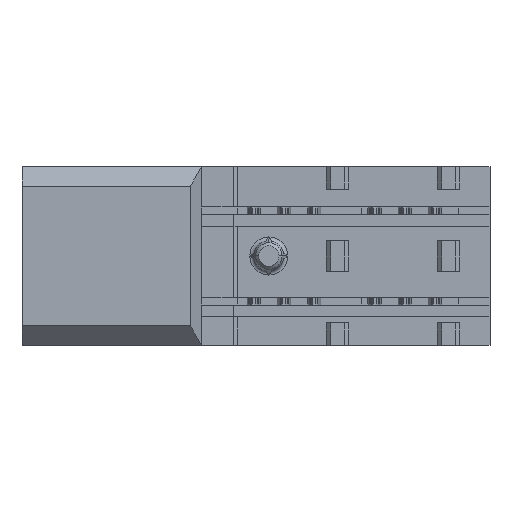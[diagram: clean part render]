
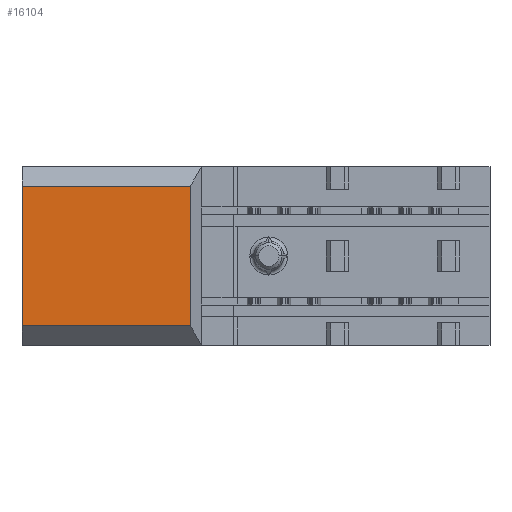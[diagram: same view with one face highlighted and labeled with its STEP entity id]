
A CAD part, front view. The second image highlights one B-rep face of the part: STEP entity #16104.
In plain terms, the highlighted planar face has unit normal (0, -1, 0).
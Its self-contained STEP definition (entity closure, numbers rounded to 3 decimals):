
#3408 = DIRECTION ( 'NONE',  ( 0., 0., 1. ) ) ;
#3608 = CARTESIAN_POINT ( 'NONE',  ( -0.751, 0., 4.625 ) ) ;
#4193 = VECTOR ( 'NONE', #26816, 1000. ) ;
#4302 = VERTEX_POINT ( 'NONE', #3608 ) ;
#5207 = VERTEX_POINT ( 'NONE', #28929 ) ;
#5293 = CARTESIAN_POINT ( 'NONE',  ( -11.9, 0., 5.925 ) ) ;
#5853 = EDGE_LOOP ( 'NONE', ( #20350, #23846, #18799, #17005 ) ) ;
#6001 = LINE ( 'NONE', #21930, #4193 ) ;
#7080 = EDGE_CURVE ( 'NONE', #25087, #4302, #6001, .T. ) ;
#7730 = CARTESIAN_POINT ( 'NONE',  ( -11.9, 0., 5.925 ) ) ;
#7759 = DIRECTION ( 'NONE',  ( 0., 0., -1. ) ) ;
#8372 = CARTESIAN_POINT ( 'NONE',  ( -0.751, 0., 5.925 ) ) ;
#9335 = DIRECTION ( 'NONE',  ( 0., 0., 1. ) ) ;
#9936 = EDGE_CURVE ( 'NONE', #25087, #5207, #11713, .T. ) ;
#11713 = LINE ( 'NONE', #7730, #20717 ) ;
#12313 = DIRECTION ( 'NONE',  ( 0., 1., 0. ) ) ;
#12320 = EDGE_CURVE ( 'NONE', #28828, #4302, #22473, .T. ) ;
#12648 = CARTESIAN_POINT ( 'NONE',  ( -11.9, 0., 4.625 ) ) ;
#12852 = EDGE_CURVE ( 'NONE', #28828, #5207, #16531, .T. ) ;
#16104 = ADVANCED_FACE ( 'NONE', ( #27155 ), #19658, .F. ) ;
#16221 = CARTESIAN_POINT ( 'NONE',  ( -0.751, 0., -4.625 ) ) ;
#16479 = DIRECTION ( 'NONE',  ( -1., 0., 0. ) ) ;
#16531 = LINE ( 'NONE', #16581, #21099 ) ;
#16581 = CARTESIAN_POINT ( 'NONE',  ( -11.9, 0., -4.625 ) ) ;
#17005 = ORIENTED_EDGE ( 'NONE', *, *, #12320, .T. ) ;
#18799 = ORIENTED_EDGE ( 'NONE', *, *, #12852, .F. ) ;
#19419 = AXIS2_PLACEMENT_3D ( 'NONE', #5293, #12313, #3408 ) ;
#19658 = PLANE ( 'NONE',  #19419 ) ;
#20350 = ORIENTED_EDGE ( 'NONE', *, *, #7080, .F. ) ;
#20717 = VECTOR ( 'NONE', #7759, 1000. ) ;
#21099 = VECTOR ( 'NONE', #16479, 1000. ) ;
#21464 = VECTOR ( 'NONE', #9335, 1000. ) ;
#21930 = CARTESIAN_POINT ( 'NONE',  ( 0., 0., 4.625 ) ) ;
#22473 = LINE ( 'NONE', #8372, #21464 ) ;
#23846 = ORIENTED_EDGE ( 'NONE', *, *, #9936, .T. ) ;
#25087 = VERTEX_POINT ( 'NONE', #12648 ) ;
#26816 = DIRECTION ( 'NONE',  ( 1., 0., 0. ) ) ;
#27155 = FACE_OUTER_BOUND ( 'NONE', #5853, .T. ) ;
#28828 = VERTEX_POINT ( 'NONE', #16221 ) ;
#28929 = CARTESIAN_POINT ( 'NONE',  ( -11.9, 0., -4.625 ) ) ;
